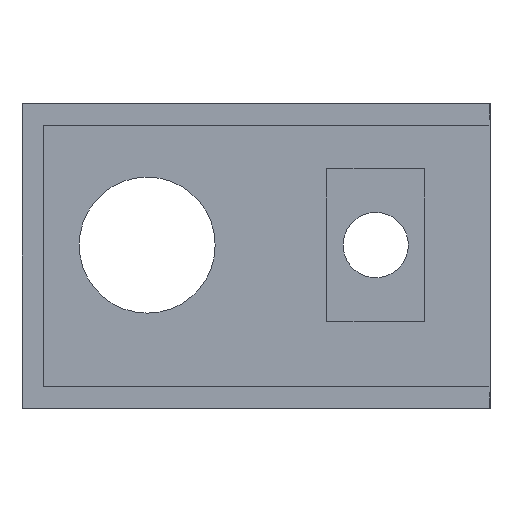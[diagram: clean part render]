
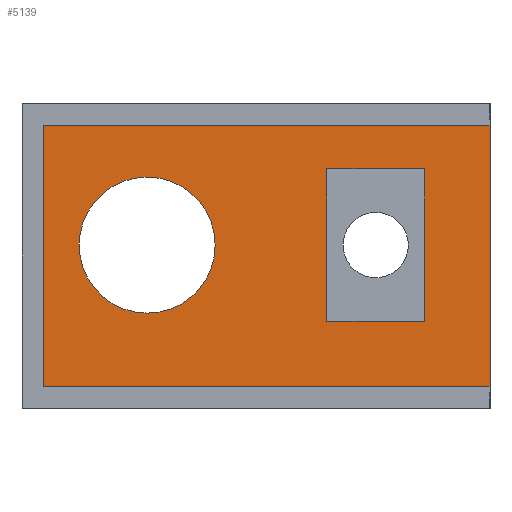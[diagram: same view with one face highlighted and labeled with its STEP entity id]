
A CAD part, front view. The second image highlights one B-rep face of the part: STEP entity #5139.
In plain terms, the highlighted planar face has unit normal (0, -1, 0).
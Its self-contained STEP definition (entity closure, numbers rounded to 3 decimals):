
#212 = EDGE_CURVE ( 'NONE', #3301, #11448, #13707, .T. ) ;
#228 = VECTOR ( 'NONE', #11899, 1000. ) ;
#374 = ORIENTED_EDGE ( 'NONE', *, *, #4412, .T. ) ;
#585 = EDGE_CURVE ( 'NONE', #3688, #5900, #14139, .T. ) ;
#691 = CARTESIAN_POINT ( 'NONE',  ( 9.5, 0., -4.75 ) ) ;
#806 = CARTESIAN_POINT ( 'NONE',  ( 9.5, 0., -17.25 ) ) ;
#844 = VECTOR ( 'NONE', #6432, 1000. ) ;
#1355 = ORIENTED_EDGE ( 'NONE', *, *, #1694, .T. ) ;
#1414 = DIRECTION ( 'NONE',  ( 0., 1., 0. ) ) ;
#1694 = EDGE_CURVE ( 'NONE', #13245, #3370, #3945, .T. ) ;
#1741 = DIRECTION ( 'NONE',  ( 1., 0., 0. ) ) ;
#1828 = LINE ( 'NONE', #1906, #10795 ) ;
#1902 = LINE ( 'NONE', #7866, #13146 ) ;
#1906 = CARTESIAN_POINT ( 'NONE',  ( 26., 0., -4. ) ) ;
#1975 = CARTESIAN_POINT ( 'NONE',  ( 35., 0., -18. ) ) ;
#2013 = LINE ( 'NONE', #2865, #844 ) ;
#2306 = DIRECTION ( 'NONE',  ( 0., 0., 1. ) ) ;
#2693 = ORIENTED_EDGE ( 'NONE', *, *, #3242, .F. ) ;
#2865 = CARTESIAN_POINT ( 'NONE',  ( 41., 0., 0. ) ) ;
#2991 = DIRECTION ( 'NONE',  ( 0., 1., 0. ) ) ;
#3113 = CARTESIAN_POINT ( 'NONE',  ( 0., 0., -24. ) ) ;
#3141 = CARTESIAN_POINT ( 'NONE',  ( 41., 0., -24. ) ) ;
#3242 = EDGE_CURVE ( 'NONE', #12175, #11164, #4386, .T. ) ;
#3269 = VECTOR ( 'NONE', #2306, 1000. ) ;
#3301 = VERTEX_POINT ( 'NONE', #3141 ) ;
#3370 = VERTEX_POINT ( 'NONE', #806 ) ;
#3376 = ORIENTED_EDGE ( 'NONE', *, *, #7821, .T. ) ;
#3461 = DIRECTION ( 'NONE',  ( 0., 0., -1. ) ) ;
#3688 = VERTEX_POINT ( 'NONE', #6584 ) ;
#3945 = CIRCLE ( 'NONE', #14566, 6.25 ) ;
#3969 = CARTESIAN_POINT ( 'NONE',  ( 0., 0., -24. ) ) ;
#4080 = EDGE_CURVE ( 'NONE', #11448, #12175, #4948, .T. ) ;
#4231 = ORIENTED_EDGE ( 'NONE', *, *, #5187, .T. ) ;
#4386 = LINE ( 'NONE', #14896, #11659 ) ;
#4412 = EDGE_CURVE ( 'NONE', #9681, #7935, #1902, .T. ) ;
#4462 = ORIENTED_EDGE ( 'NONE', *, *, #4080, .F. ) ;
#4648 = ORIENTED_EDGE ( 'NONE', *, *, #585, .T. ) ;
#4716 = CARTESIAN_POINT ( 'NONE',  ( 0., 0., 0. ) ) ;
#4783 = LINE ( 'NONE', #11895, #12176 ) ;
#4948 = LINE ( 'NONE', #4716, #3269 ) ;
#5007 = EDGE_LOOP ( 'NONE', ( #8599, #1355 ) ) ;
#5009 = CIRCLE ( 'NONE', #13643, 6.25 ) ;
#5139 = ADVANCED_FACE ( 'NONE', ( #9498, #11660, #9419 ), #6943, .T. ) ;
#5187 = EDGE_CURVE ( 'NONE', #5900, #9681, #4783, .T. ) ;
#5245 = DIRECTION ( 'NONE',  ( 1., 0., 0. ) ) ;
#5561 = EDGE_CURVE ( 'NONE', #3370, #13245, #5009, .T. ) ;
#5787 = DIRECTION ( 'NONE',  ( 0., -1., 0. ) ) ;
#5900 = VERTEX_POINT ( 'NONE', #1975 ) ;
#5937 = DIRECTION ( 'NONE',  ( 0., 0., 1. ) ) ;
#6432 = DIRECTION ( 'NONE',  ( 0., 0., -1. ) ) ;
#6584 = CARTESIAN_POINT ( 'NONE',  ( 35., 0., -4. ) ) ;
#6943 = PLANE ( 'NONE',  #14634 ) ;
#7718 = DIRECTION ( 'NONE',  ( 0., 0., 1. ) ) ;
#7821 = EDGE_CURVE ( 'NONE', #7935, #3688, #1828, .T. ) ;
#7837 = DIRECTION ( 'NONE',  ( -1., 0., 0. ) ) ;
#7866 = CARTESIAN_POINT ( 'NONE',  ( 26., 0., -18. ) ) ;
#7935 = VERTEX_POINT ( 'NONE', #14903 ) ;
#8182 = DIRECTION ( 'NONE',  ( -1., 0., 0. ) ) ;
#8483 = CARTESIAN_POINT ( 'NONE',  ( 0., 0., 0. ) ) ;
#8599 = ORIENTED_EDGE ( 'NONE', *, *, #5561, .T. ) ;
#9347 = CARTESIAN_POINT ( 'NONE',  ( 41., 0., 0. ) ) ;
#9419 = FACE_BOUND ( 'NONE', #14564, .T. ) ;
#9465 = DIRECTION ( 'NONE',  ( 0., 0., 1. ) ) ;
#9498 = FACE_OUTER_BOUND ( 'NONE', #14042, .T. ) ;
#9681 = VERTEX_POINT ( 'NONE', #9694 ) ;
#9694 = CARTESIAN_POINT ( 'NONE',  ( 26., 0., -18. ) ) ;
#10372 = VECTOR ( 'NONE', #7837, 1000. ) ;
#10795 = VECTOR ( 'NONE', #5245, 1000. ) ;
#11164 = VERTEX_POINT ( 'NONE', #9347 ) ;
#11448 = VERTEX_POINT ( 'NONE', #3969 ) ;
#11659 = VECTOR ( 'NONE', #1741, 1000. ) ;
#11660 = FACE_BOUND ( 'NONE', #5007, .T. ) ;
#11895 = CARTESIAN_POINT ( 'NONE',  ( 26., 0., -18. ) ) ;
#11899 = DIRECTION ( 'NONE',  ( 0., 0., -1. ) ) ;
#11938 = CARTESIAN_POINT ( 'NONE',  ( 9.5, 0., -11. ) ) ;
#11993 = ORIENTED_EDGE ( 'NONE', *, *, #13700, .F. ) ;
#12175 = VERTEX_POINT ( 'NONE', #8483 ) ;
#12176 = VECTOR ( 'NONE', #8182, 1000. ) ;
#12469 = ORIENTED_EDGE ( 'NONE', *, *, #212, .F. ) ;
#13146 = VECTOR ( 'NONE', #5937, 1000. ) ;
#13245 = VERTEX_POINT ( 'NONE', #691 ) ;
#13593 = CARTESIAN_POINT ( 'NONE',  ( 9.5, 0., -11. ) ) ;
#13643 = AXIS2_PLACEMENT_3D ( 'NONE', #11938, #1414, #9465 ) ;
#13700 = EDGE_CURVE ( 'NONE', #11164, #3301, #2013, .T. ) ;
#13707 = LINE ( 'NONE', #3113, #10372 ) ;
#14042 = EDGE_LOOP ( 'NONE', ( #4462, #12469, #11993, #2693 ) ) ;
#14057 = CARTESIAN_POINT ( 'NONE',  ( 0., 0., 0. ) ) ;
#14139 = LINE ( 'NONE', #14217, #228 ) ;
#14217 = CARTESIAN_POINT ( 'NONE',  ( 35., 0., -18. ) ) ;
#14564 = EDGE_LOOP ( 'NONE', ( #4231, #374, #3376, #4648 ) ) ;
#14566 = AXIS2_PLACEMENT_3D ( 'NONE', #13593, #2991, #7718 ) ;
#14634 = AXIS2_PLACEMENT_3D ( 'NONE', #14057, #5787, #3461 ) ;
#14896 = CARTESIAN_POINT ( 'NONE',  ( 0., 0., 0. ) ) ;
#14903 = CARTESIAN_POINT ( 'NONE',  ( 26., 0., -4. ) ) ;
